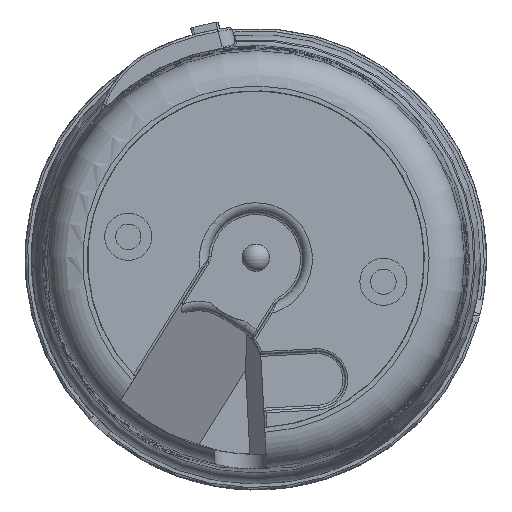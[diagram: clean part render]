
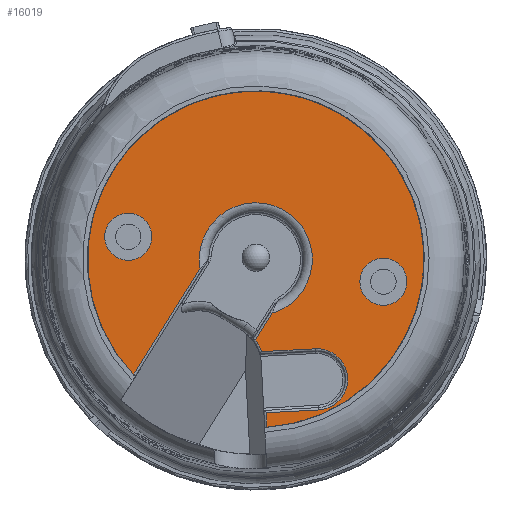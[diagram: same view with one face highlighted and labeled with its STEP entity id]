
A CAD part, front view. The second image highlights one B-rep face of the part: STEP entity #16019.
In plain terms, the highlighted planar face has unit normal (0, -1, 0).
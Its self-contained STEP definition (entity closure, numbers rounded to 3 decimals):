
#583=FACE_BOUND('',#3558,.T.);
#584=FACE_BOUND('',#3559,.T.);
#1711=CIRCLE('',#17690,12.);
#1714=CIRCLE('',#17699,9.);
#1716=CIRCLE('',#17703,6.5);
#1720=CIRCLE('',#17724,35.75);
#1721=CIRCLE('',#17725,5.);
#1722=CIRCLE('',#17726,5.);
#2587=FACE_OUTER_BOUND('',#3557,.T.);
#3557=EDGE_LOOP('',(#14152,#14153,#14154,#14155,#14156,#14157,#14158,#14159,
#14160));
#3558=EDGE_LOOP('',(#14161));
#3559=EDGE_LOOP('',(#14162));
#4610=LINE('',#31365,#5638);
#4611=LINE('',#31371,#5639);
#4612=LINE('',#31405,#5640);
#4613=LINE('',#31411,#5641);
#4622=LINE('',#31439,#5650);
#5638=VECTOR('',#21942,10.);
#5639=VECTOR('',#21949,10.);
#5640=VECTOR('',#21958,10.);
#5641=VECTOR('',#21967,10.);
#5650=VECTOR('',#21992,10.);
#7330=VERTEX_POINT('',#31229);
#7334=VERTEX_POINT('',#31306);
#7336=VERTEX_POINT('',#31353);
#7337=VERTEX_POINT('',#31364);
#7338=VERTEX_POINT('',#31368);
#7339=VERTEX_POINT('',#31370);
#7340=VERTEX_POINT('',#31388);
#7341=VERTEX_POINT('',#31407);
#7352=VERTEX_POINT('',#31438);
#7361=VERTEX_POINT('',#31488);
#7362=VERTEX_POINT('',#31490);
#9630=EDGE_CURVE('',#7334,#7330,#1711,.T.);
#9635=EDGE_CURVE('',#7336,#7337,#4610,.T.);
#9638=EDGE_CURVE('',#7338,#7339,#4611,.T.);
#9641=EDGE_CURVE('',#7339,#7340,#1714,.T.);
#9643=EDGE_CURVE('',#7340,#7334,#4612,.T.);
#9645=EDGE_CURVE('',#7341,#7338,#1716,.T.);
#9646=EDGE_CURVE('',#7337,#7341,#4613,.T.);
#9660=EDGE_CURVE('',#7330,#7352,#4622,.T.);
#9675=EDGE_CURVE('',#7336,#7352,#1720,.T.);
#9676=EDGE_CURVE('',#7361,#7361,#1721,.T.);
#9677=EDGE_CURVE('',#7362,#7362,#1722,.T.);
#14152=ORIENTED_EDGE('',*,*,#9630,.F.);
#14153=ORIENTED_EDGE('',*,*,#9643,.F.);
#14154=ORIENTED_EDGE('',*,*,#9641,.F.);
#14155=ORIENTED_EDGE('',*,*,#9638,.F.);
#14156=ORIENTED_EDGE('',*,*,#9645,.F.);
#14157=ORIENTED_EDGE('',*,*,#9646,.F.);
#14158=ORIENTED_EDGE('',*,*,#9635,.F.);
#14159=ORIENTED_EDGE('',*,*,#9675,.T.);
#14160=ORIENTED_EDGE('',*,*,#9660,.F.);
#14161=ORIENTED_EDGE('',*,*,#9676,.F.);
#14162=ORIENTED_EDGE('',*,*,#9677,.F.);
#15182=PLANE('',#17723);
#16019=ADVANCED_FACE('',(#2587,#583,#584),#15182,.T.);
#17690=AXIS2_PLACEMENT_3D('',#31345,#21931,#21932);
#17699=AXIS2_PLACEMENT_3D('',#31389,#21954,#21955);
#17703=AXIS2_PLACEMENT_3D('',#31409,#21963,#21964);
#17723=AXIS2_PLACEMENT_3D('',#31486,#22021,#22022);
#17724=AXIS2_PLACEMENT_3D('',#31487,#22023,#22024);
#17725=AXIS2_PLACEMENT_3D('',#31489,#22025,#22026);
#17726=AXIS2_PLACEMENT_3D('',#31491,#22027,#22028);
#21931=DIRECTION('center_axis',(0.,-1.,0.));
#21932=DIRECTION('ref_axis',(0.53,0.,0.848));
#21942=DIRECTION('',(-0.052,0.,0.999));
#21949=DIRECTION('',(-0.999,0.,-0.052));
#21954=DIRECTION('center_axis',(0.,-1.,0.));
#21955=DIRECTION('ref_axis',(0.891,0.,0.455));
#21958=DIRECTION('',(0.53,0.,0.848));
#21963=DIRECTION('center_axis',(0.,-1.,0.));
#21964=DIRECTION('ref_axis',(0.999,0.,0.052));
#21967=DIRECTION('',(0.999,0.,0.052));
#21992=DIRECTION('',(-0.53,0.,-0.848));
#22021=DIRECTION('center_axis',(0.,-1.,0.));
#22022=DIRECTION('ref_axis',(0.,0.,-1.));
#22023=DIRECTION('center_axis',(0.,-1.,0.));
#22024=DIRECTION('ref_axis',(1.,0.,0.));
#22025=DIRECTION('center_axis',(0.,-1.,0.));
#22026=DIRECTION('ref_axis',(1.,0.,0.));
#22027=DIRECTION('center_axis',(0.,-1.,0.));
#22028=DIRECTION('ref_axis',(1.,0.,0.));
#31229=CARTESIAN_POINT('',(-11.839,0.5,-1.962));
#31306=CARTESIAN_POINT('',(3.426,0.5,-11.5));
#31345=CARTESIAN_POINT('Origin',(0.,0.5,0.));
#31353=CARTESIAN_POINT('',(2.37,0.5,-35.671));
#31364=CARTESIAN_POINT('',(2.208,0.5,-32.575));
#31365=CARTESIAN_POINT('',(1.583,0.5,-20.645));
#31368=CARTESIAN_POINT('',(12.66,0.5,-19.009));
#31370=CARTESIAN_POINT('',(1.213,0.5,-19.609));
#31371=CARTESIAN_POINT('',(0.925,0.5,-19.624));
#31388=CARTESIAN_POINT('',(-0.074,0.5,-17.103));
#31389=CARTESIAN_POINT('Origin',(-7.337,0.5,-22.419));
#31405=CARTESIAN_POINT('',(6.237,0.5,-7.003));
#31407=CARTESIAN_POINT('',(13.34,0.5,-31.991));
#31409=CARTESIAN_POINT('Origin',(13.,0.5,-25.5));
#31411=CARTESIAN_POINT('',(0.035,0.5,-32.688));
#31438=CARTESIAN_POINT('',(-25.967,0.5,-24.572));
#31439=CARTESIAN_POINT('',(-18.368,0.5,-12.411));
#31486=CARTESIAN_POINT('Origin',(0.,0.5,0.));
#31487=CARTESIAN_POINT('Origin',(0.,0.5,0.));
#31488=CARTESIAN_POINT('',(22.082,0.5,-4.775));
#31489=CARTESIAN_POINT('Origin',(27.082,0.5,-4.775));
#31490=CARTESIAN_POINT('',(-32.082,0.5,4.775));
#31491=CARTESIAN_POINT('Origin',(-27.082,0.5,4.775));
